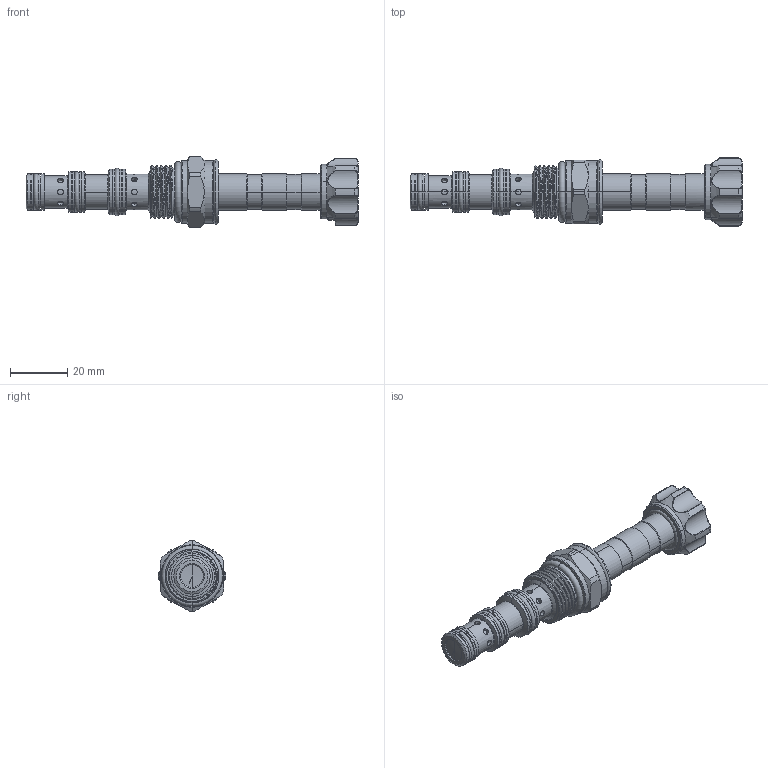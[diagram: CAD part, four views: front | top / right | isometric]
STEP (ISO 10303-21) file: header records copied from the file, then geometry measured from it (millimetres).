
FILE_DESCRIPTION (( 'STEP AP203' ), '1' );
FILE_NAME ('ES08W4A10AN04-F.STEP', '2024-09-05T02:10:54', ( '' ), ( '' ), 'SwSTEP 2.0', 'SolidWorks 2018', '' );
FILE_SCHEMA (( 'CONFIG_CONTROL_DESIGN' ));
Length unit declared in the file: millimetre
Products named in the file (1): ES08W4A10AN04-F
Bounding box: 116.15 x 23.79 x 24.65 mm (x, y, z)
Volume: 22652.3 mm3; surface area: 8808 mm2
Topology: 2 solids, 3 shells, 373 faces, 859 edges, 526 vertices
Faces by surface type: cylinder 193, torus 52, cone 47, plane 44, bspline 37
Entity records: 14285 total; most frequent: CARTESIAN_POINT 6073, ORIENTED_EDGE 1710, DIRECTION 1692, EDGE_CURVE 855, AXIS2_PLACEMENT_3D 725, VERTEX_POINT 526, EDGE_LOOP 417, CIRCLE 388
